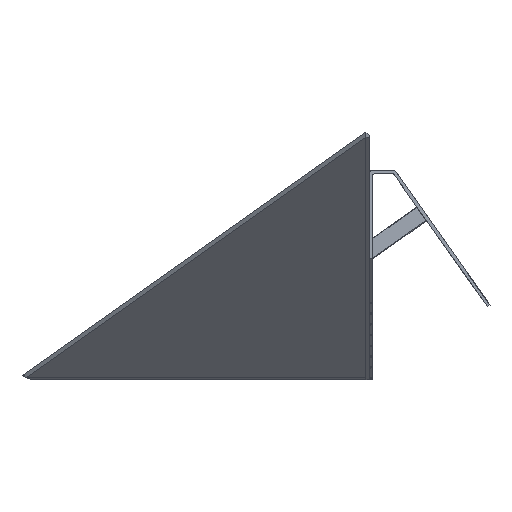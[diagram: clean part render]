
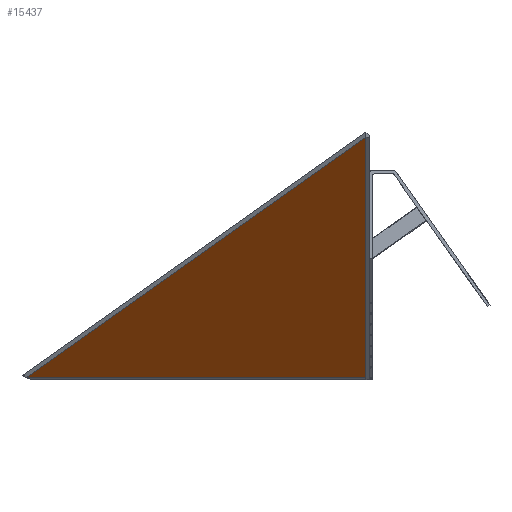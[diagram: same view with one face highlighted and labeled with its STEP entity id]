
A CAD part, left-side view. The second image highlights one B-rep face of the part: STEP entity #15437.
In plain terms, the highlighted planar face has unit normal (-0.707, 0, -0.707).
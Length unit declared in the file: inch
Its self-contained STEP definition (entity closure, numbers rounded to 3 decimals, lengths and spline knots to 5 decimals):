
#273 = VECTOR ( 'NONE', #7880, 39.37008 ) ;
#339 = LINE ( 'NONE', #9210, #273 ) ;
#441 = CARTESIAN_POINT ( 'NONE',  ( -0.17678, 0., -20.17678 ) ) ;
#2002 = DIRECTION ( 'NONE',  ( -0.707, 0., -0.707 ) ) ;
#2523 = VERTEX_POINT ( 'NONE', #7964 ) ;
#3499 = EDGE_LOOP ( 'NONE', ( #18052, #12754, #15368 ) ) ;
#5238 = LINE ( 'NONE', #15909, #18214 ) ;
#5409 = AXIS2_PLACEMENT_3D ( 'NONE', #9098, #2002, #11838 ) ;
#5540 = EDGE_CURVE ( 'NONE', #8937, #16656, #10339, .T. ) ;
#6189 = VECTOR ( 'NONE', #13161, 39.37008 ) ;
#7880 = DIRECTION ( 'NONE',  ( 0.5, 0.707, -0.5 ) ) ;
#7964 = CARTESIAN_POINT ( 'NONE',  ( -19.92678, 0., -0.42678 ) ) ;
#8937 = VERTEX_POINT ( 'NONE', #16274 ) ;
#9098 = CARTESIAN_POINT ( 'NONE',  ( -0.17678, 0., -20.17678 ) ) ;
#9210 = CARTESIAN_POINT ( 'NONE',  ( -0.05178, 28.10749, -20.30178 ) ) ;
#9956 = DIRECTION ( 'NONE',  ( -0.707, 0., 0.707 ) ) ;
#10339 = LINE ( 'NONE', #17353, #6189 ) ;
#10597 = PLANE ( 'NONE',  #5409 ) ;
#11838 = DIRECTION ( 'NONE',  ( -0.707, 0., 0.707 ) ) ;
#12754 = ORIENTED_EDGE ( 'NONE', *, *, #15844, .T. ) ;
#13161 = DIRECTION ( 'NONE',  ( 0., -1., 0. ) ) ;
#13252 = FACE_OUTER_BOUND ( 'NONE', #3499, .T. ) ;
#15368 = ORIENTED_EDGE ( 'NONE', *, *, #5540, .T. ) ;
#15437 = ADVANCED_FACE ( 'NONE', ( #13252 ), #10597, .T. ) ;
#15844 = EDGE_CURVE ( 'NONE', #2523, #8937, #339, .T. ) ;
#15909 = CARTESIAN_POINT ( 'NONE',  ( -0.17678, 0., -20.17678 ) ) ;
#16274 = CARTESIAN_POINT ( 'NONE',  ( -0.17678, 27.93072, -20.17678 ) ) ;
#16656 = VERTEX_POINT ( 'NONE', #441 ) ;
#17353 = CARTESIAN_POINT ( 'NONE',  ( -0.17678, 28.28427, -20.17678 ) ) ;
#18052 = ORIENTED_EDGE ( 'NONE', *, *, #18432, .T. ) ;
#18214 = VECTOR ( 'NONE', #9956, 39.37008 ) ;
#18432 = EDGE_CURVE ( 'NONE', #16656, #2523, #5238, .T. ) ;
